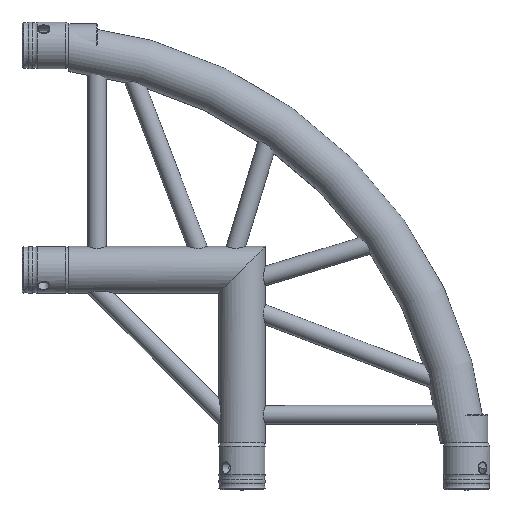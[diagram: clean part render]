
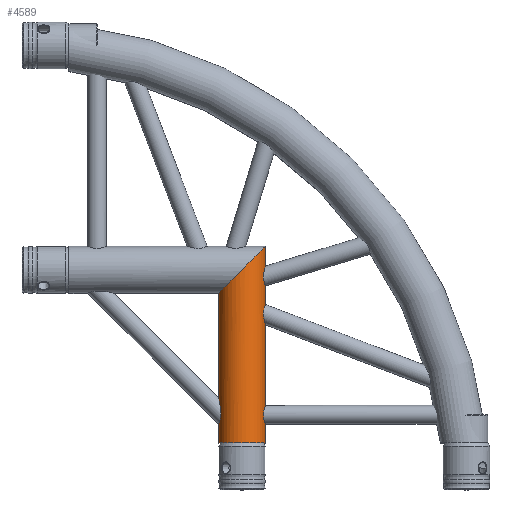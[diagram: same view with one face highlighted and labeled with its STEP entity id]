
A CAD part, top view. The second image highlights one B-rep face of the part: STEP entity #4589.
In plain terms, the highlighted cylindrical face has radius 25 mm (diameter 50 mm), a full revolution.
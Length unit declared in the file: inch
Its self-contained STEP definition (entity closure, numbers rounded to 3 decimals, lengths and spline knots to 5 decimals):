
#158=ELLIPSE('',#5687,1.39194,0.98425);
#406=CIRCLE('',#5691,0.98425);
#754=LINE('',#16556,#906);
#906=VECTOR('',#6727,0.98425);
#1227=FACE_OUTER_BOUND('',#1552,.T.);
#1552=EDGE_LOOP('',(#4107,#4108,#4109,#4110));
#2286=VERTEX_POINT('',#16546);
#2288=VERTEX_POINT('',#16554);
#2905=EDGE_CURVE('',#2286,#2286,#158,.T.);
#2909=EDGE_CURVE('',#2288,#2288,#406,.T.);
#2910=EDGE_CURVE('',#2288,#2286,#754,.T.);
#4107=ORIENTED_EDGE('',*,*,#2909,.F.);
#4108=ORIENTED_EDGE('',*,*,#2910,.T.);
#4109=ORIENTED_EDGE('',*,*,#2905,.T.);
#4110=ORIENTED_EDGE('',*,*,#2910,.F.);
#4353=CYLINDRICAL_SURFACE('',#5690,0.98425);
#4589=ADVANCED_FACE('',(#1227),#4353,.T.);
#5687=AXIS2_PLACEMENT_3D('',#16547,#6715,#6716);
#5690=AXIS2_PLACEMENT_3D('',#16553,#6723,#6724);
#5691=AXIS2_PLACEMENT_3D('',#16555,#6725,#6726);
#6715=DIRECTION('center_axis',(0.707,-0.707,0.));
#6716=DIRECTION('ref_axis',(-0.707,-0.707,0.));
#6723=DIRECTION('center_axis',(0.,1.,0.));
#6724=DIRECTION('ref_axis',(-1.,0.,0.));
#6725=DIRECTION('center_axis',(0.,-1.,0.));
#6726=DIRECTION('ref_axis',(-1.,0.,0.));
#6727=DIRECTION('',(0.,1.,0.));
#16546=CARTESIAN_POINT('',(306.83194,100.34454,27.63442));
#16547=CARTESIAN_POINT('Origin',(305.84769,99.36029,27.63442));
#16553=CARTESIAN_POINT('Origin',(305.84769,100.34454,27.63442));
#16554=CARTESIAN_POINT('',(306.83194,92.07683,27.63442));
#16555=CARTESIAN_POINT('Origin',(305.84769,92.07683,27.63442));
#16556=CARTESIAN_POINT('',(306.83194,100.34454,27.63442));
